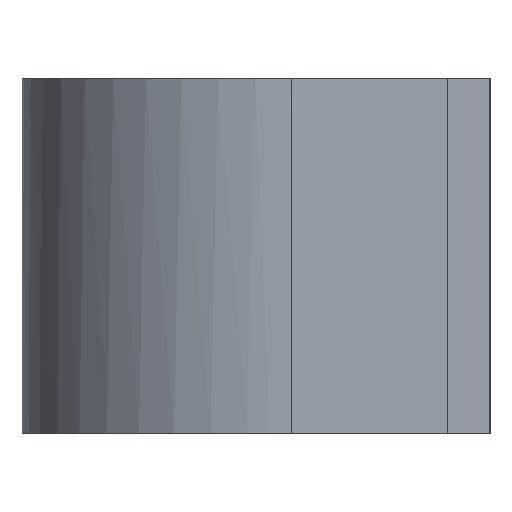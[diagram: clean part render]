
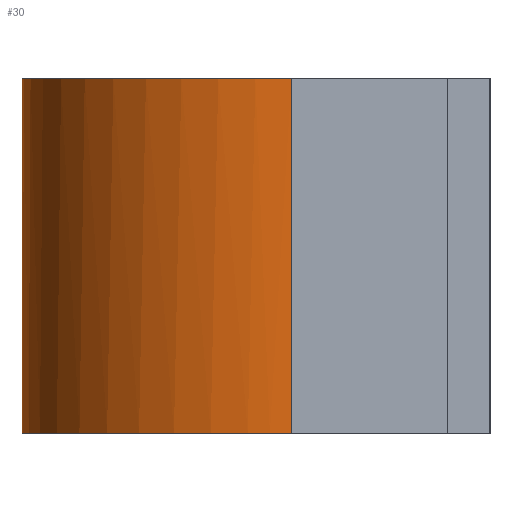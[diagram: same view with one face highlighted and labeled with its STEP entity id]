
A CAD part, left-side view. The second image highlights one B-rep face of the part: STEP entity #30.
In plain terms, the highlighted free-form (B-spline) face has degree [2, 1] with [9, 2] control points.
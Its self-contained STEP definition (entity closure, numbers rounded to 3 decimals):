
#30=ADVANCED_FACE('',(#48),#304,.T.);
#48=FACE_OUTER_BOUND('',#68,.T.);
#68=EDGE_LOOP('',(#137,#138,#139,#140));
#137=ORIENTED_EDGE('',*,*,#203,.T.);
#138=ORIENTED_EDGE('',*,*,#173,.F.);
#139=ORIENTED_EDGE('',*,*,#204,.T.);
#140=ORIENTED_EDGE('',*,*,#200,.F.);
#173=EDGE_CURVE('',#284,#285,#233,.T.);
#200=EDGE_CURVE('',#301,#300,#255,.T.);
#203=EDGE_CURVE('',#301,#285,#226,.T.);
#204=EDGE_CURVE('',#284,#300,#227,.T.);
#226=(
BOUNDED_CURVE()
B_SPLINE_CURVE(2,(#603,#604,#605,#606,#607),.UNSPECIFIED.,.F.,.F.)
B_SPLINE_CURVE_WITH_KNOTS((3,2,3),(0.,29.182,58.364),
 .UNSPECIFIED.)
CURVE()
GEOMETRIC_REPRESENTATION_ITEM()
RATIONAL_B_SPLINE_CURVE((1.,0.719,1.,0.719,1.))
REPRESENTATION_ITEM('')
);
#227=(
BOUNDED_CURVE()
B_SPLINE_CURVE(2,(#608,#609,#610,#611,#612),.UNSPECIFIED.,.F.,.F.)
B_SPLINE_CURVE_WITH_KNOTS((3,2,3),(-58.364,-29.182,
0.),.UNSPECIFIED.)
CURVE()
GEOMETRIC_REPRESENTATION_ITEM()
RATIONAL_B_SPLINE_CURVE((1.,0.719,1.,0.719,1.))
REPRESENTATION_ITEM('')
);
#233=B_SPLINE_CURVE_WITH_KNOTS('',1,(#530,#531),.UNSPECIFIED.,.F.,.F.,(2,
2),(-25.,0.),.UNSPECIFIED.);
#255=B_SPLINE_CURVE_WITH_KNOTS('',1,(#597,#598),.UNSPECIFIED.,.F.,.F.,(2,
2),(0.,25.),.UNSPECIFIED.);
#284=VERTEX_POINT('',#512);
#285=VERTEX_POINT('',#513);
#300=VERTEX_POINT('',#528);
#301=VERTEX_POINT('',#529);
#304=(
BOUNDED_SURFACE()
B_SPLINE_SURFACE(2,1,((#404,#405),(#406,#407),(#408,#409),(#410,#411),(#412,
#413),(#414,#415),(#416,#417),(#418,#419),(#420,#421)),.UNSPECIFIED.,.T.,
 .F.,.F.)
B_SPLINE_SURFACE_WITH_KNOTS((3,2,2,2,3),(2,2),(0.,1.571,3.142,
4.712,6.283),(0.,30.002),.UNSPECIFIED.)
GEOMETRIC_REPRESENTATION_ITEM()
RATIONAL_B_SPLINE_SURFACE(((1.,1.),(0.707,0.707),
(1.,1.),(0.707,0.707),(1.,1.),(0.707,
0.707),(1.,1.),(0.707,0.707),(1.,1.)))
REPRESENTATION_ITEM('')
SURFACE()
);
#404=CARTESIAN_POINT('',(19.,14.,-27.501));
#405=CARTESIAN_POINT('',(19.,14.,2.501));
#406=CARTESIAN_POINT('',(19.,33.,-27.501));
#407=CARTESIAN_POINT('',(19.,33.,2.501));
#408=CARTESIAN_POINT('',(0.,33.,-27.501));
#409=CARTESIAN_POINT('',(0.,33.,2.501));
#410=CARTESIAN_POINT('',(-19.,33.,-27.501));
#411=CARTESIAN_POINT('',(-19.,33.,2.501));
#412=CARTESIAN_POINT('',(-19.,14.,-27.501));
#413=CARTESIAN_POINT('',(-19.,14.,2.501));
#414=CARTESIAN_POINT('',(-19.,-5.,-27.501));
#415=CARTESIAN_POINT('',(-19.,-5.,2.501));
#416=CARTESIAN_POINT('',(0.,-5.,-27.501));
#417=CARTESIAN_POINT('',(0.,-5.,2.501));
#418=CARTESIAN_POINT('',(19.,-5.,-27.501));
#419=CARTESIAN_POINT('',(19.,-5.,2.501));
#420=CARTESIAN_POINT('',(19.,14.,-27.501));
#421=CARTESIAN_POINT('',(19.,14.,2.501));
#512=CARTESIAN_POINT('',(-19.,14.,0.));
#513=CARTESIAN_POINT('',(-19.,14.,-25.));
#528=CARTESIAN_POINT('',(18.954,15.325,0.));
#529=CARTESIAN_POINT('',(18.954,15.325,-25.));
#530=CARTESIAN_POINT('',(-19.,14.,0.));
#531=CARTESIAN_POINT('',(-19.,14.,-25.));
#597=CARTESIAN_POINT('',(18.954,15.325,-25.));
#598=CARTESIAN_POINT('',(18.954,15.325,0.));
#603=CARTESIAN_POINT('',(18.954,15.325,-25.));
#604=CARTESIAN_POINT('',(17.674,33.629,-25.));
#605=CARTESIAN_POINT('',(-0.663,32.988,-25.));
#606=CARTESIAN_POINT('',(-19.,32.348,-25.));
#607=CARTESIAN_POINT('',(-19.,14.,-25.));
#608=CARTESIAN_POINT('',(-19.,14.,0.));
#609=CARTESIAN_POINT('',(-19.,32.348,0.));
#610=CARTESIAN_POINT('',(-0.663,32.988,0.));
#611=CARTESIAN_POINT('',(17.674,33.629,0.));
#612=CARTESIAN_POINT('',(18.954,15.325,0.));
